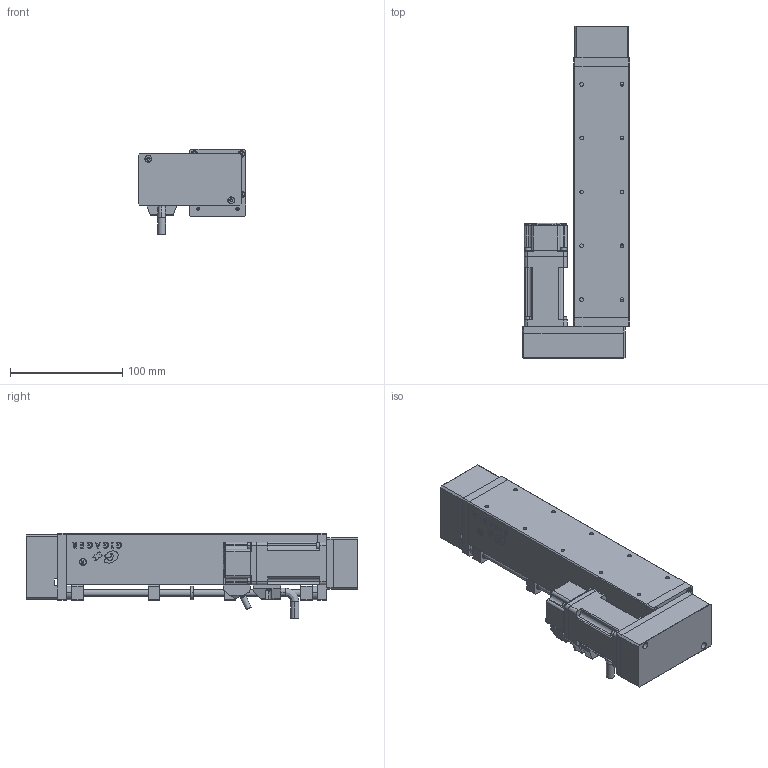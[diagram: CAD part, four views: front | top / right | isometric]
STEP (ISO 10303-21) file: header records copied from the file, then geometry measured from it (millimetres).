
FILE_DESCRIPTION (( 'STEP AP203' ), '1' );
FILE_NAME ('GPM504ZL2F10N2后折.STEP', '2021-06-19T02:02:37', ( '微软用户' ), ( '微软中国' ), 'SwSTEP 2.0', 'SolidWorks 2016', '' );
FILE_SCHEMA (( 'CONFIG_CONTROL_DESIGN' ));
Length unit declared in the file: millimetre
Products named in the file (1): GPM504ZL2F10N2綴殏
Bounding box: 96 x 296 x 75.83 mm (x, y, z)
Surface area: 119376.1 mm2 (no closed solid volume)
Topology: 0 solids, 49 shells, 704 faces, 2539 edges, 1845 vertices
Faces by surface type: plane 279, cylinder 239, cone 105, bspline 59, torus 22
Entity records: 29615 total; most frequent: CARTESIAN_POINT 8109, DIRECTION 4491, ORIENTED_EDGE 3945, EDGE_CURVE 2529, VERTEX_POINT 1845, AXIS2_PLACEMENT_3D 1585, VECTOR 1321, LINE 1321
